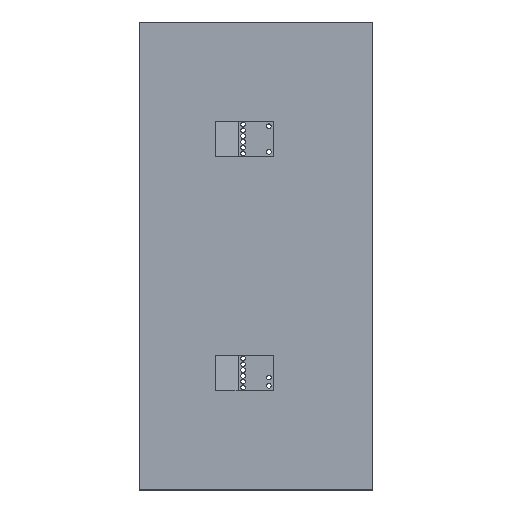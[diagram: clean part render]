
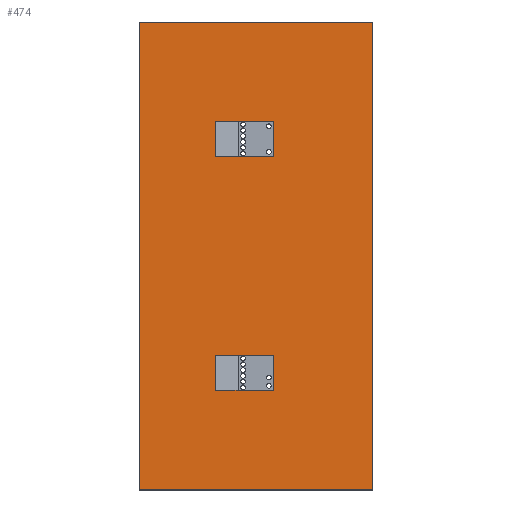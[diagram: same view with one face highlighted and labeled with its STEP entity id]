
A CAD part, top view. The second image highlights one B-rep face of the part: STEP entity #474.
In plain terms, the highlighted planar face has unit normal (0, 0, 1).
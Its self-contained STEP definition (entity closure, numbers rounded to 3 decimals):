
#183 = VERTEX_POINT('',#184);
#184 = CARTESIAN_POINT('',(-17.218,-107.5,25.));
#190 = EDGE_CURVE('',#191,#183,#193,.T.);
#191 = VERTEX_POINT('',#192);
#192 = CARTESIAN_POINT('',(7.5,-107.5,25.));
#193 = LINE('',#194,#195);
#194 = CARTESIAN_POINT('',(-3.75,-107.5,25.));
#195 = VECTOR('',#196,1.);
#196 = DIRECTION('',(-1.,0.,0.));
#213 = VERTEX_POINT('',#214);
#214 = CARTESIAN_POINT('',(-17.218,-92.5,25.));
#222 = EDGE_CURVE('',#213,#183,#223,.T.);
#223 = LINE('',#224,#225);
#224 = CARTESIAN_POINT('',(-17.218,-92.5,25.));
#225 = VECTOR('',#226,1.);
#226 = DIRECTION('',(0.,-1.,0.));
#239 = VERTEX_POINT('',#240);
#240 = CARTESIAN_POINT('',(7.5,-92.5,25.));
#246 = EDGE_CURVE('',#239,#213,#247,.T.);
#247 = LINE('',#248,#249);
#248 = CARTESIAN_POINT('',(7.5,-92.5,25.));
#249 = VECTOR('',#250,1.);
#250 = DIRECTION('',(-1.,0.,0.));
#263 = EDGE_CURVE('',#191,#239,#264,.T.);
#264 = LINE('',#265,#266);
#265 = CARTESIAN_POINT('',(7.5,-107.5,25.));
#266 = VECTOR('',#267,1.);
#267 = DIRECTION('',(0.,1.,0.));
#474 = ADVANCED_FACE('',(#475,#509,#543),#549,.T.);
#475 = FACE_BOUND('',#476,.T.);
#476 = EDGE_LOOP('',(#477,#487,#495,#503));
#477 = ORIENTED_EDGE('',*,*,#478,.F.);
#478 = EDGE_CURVE('',#479,#481,#483,.T.);
#479 = VERTEX_POINT('',#480);
#480 = CARTESIAN_POINT('',(7.5,7.5,25.));
#481 = VERTEX_POINT('',#482);
#482 = CARTESIAN_POINT('',(-17.218,7.5,25.));
#483 = LINE('',#484,#485);
#484 = CARTESIAN_POINT('',(3.75,7.5,25.));
#485 = VECTOR('',#486,1.);
#486 = DIRECTION('',(-1.,0.,0.));
#487 = ORIENTED_EDGE('',*,*,#488,.F.);
#488 = EDGE_CURVE('',#489,#479,#491,.T.);
#489 = VERTEX_POINT('',#490);
#490 = CARTESIAN_POINT('',(7.5,-7.5,25.));
#491 = LINE('',#492,#493);
#492 = CARTESIAN_POINT('',(7.5,-7.5,25.));
#493 = VECTOR('',#494,1.);
#494 = DIRECTION('',(0.,1.,0.));
#495 = ORIENTED_EDGE('',*,*,#496,.F.);
#496 = EDGE_CURVE('',#497,#489,#499,.T.);
#497 = VERTEX_POINT('',#498);
#498 = CARTESIAN_POINT('',(-17.218,-7.5,25.));
#499 = LINE('',#500,#501);
#500 = CARTESIAN_POINT('',(-7.5,-7.5,25.));
#501 = VECTOR('',#502,1.);
#502 = DIRECTION('',(1.,0.,0.));
#503 = ORIENTED_EDGE('',*,*,#504,.F.);
#504 = EDGE_CURVE('',#481,#497,#505,.T.);
#505 = LINE('',#506,#507);
#506 = CARTESIAN_POINT('',(-17.218,7.5,25.));
#507 = VECTOR('',#508,1.);
#508 = DIRECTION('',(0.,-1.,0.));
#509 = FACE_BOUND('',#510,.T.);
#510 = EDGE_LOOP('',(#511,#521,#529,#537));
#511 = ORIENTED_EDGE('',*,*,#512,.T.);
#512 = EDGE_CURVE('',#513,#515,#517,.T.);
#513 = VERTEX_POINT('',#514);
#514 = CARTESIAN_POINT('',(-50.,50.,25.));
#515 = VERTEX_POINT('',#516);
#516 = CARTESIAN_POINT('',(-50.,-150.,25.));
#517 = LINE('',#518,#519);
#518 = CARTESIAN_POINT('',(-50.,50.,25.));
#519 = VECTOR('',#520,1.);
#520 = DIRECTION('',(0.,-1.,0.));
#521 = ORIENTED_EDGE('',*,*,#522,.T.);
#522 = EDGE_CURVE('',#515,#523,#525,.T.);
#523 = VERTEX_POINT('',#524);
#524 = CARTESIAN_POINT('',(50.,-150.,25.));
#525 = LINE('',#526,#527);
#526 = CARTESIAN_POINT('',(-50.,-150.,25.));
#527 = VECTOR('',#528,1.);
#528 = DIRECTION('',(1.,0.,0.));
#529 = ORIENTED_EDGE('',*,*,#530,.T.);
#530 = EDGE_CURVE('',#523,#531,#533,.T.);
#531 = VERTEX_POINT('',#532);
#532 = CARTESIAN_POINT('',(50.,50.,25.));
#533 = LINE('',#534,#535);
#534 = CARTESIAN_POINT('',(50.,-150.,25.));
#535 = VECTOR('',#536,1.);
#536 = DIRECTION('',(0.,1.,0.));
#537 = ORIENTED_EDGE('',*,*,#538,.T.);
#538 = EDGE_CURVE('',#531,#513,#539,.T.);
#539 = LINE('',#540,#541);
#540 = CARTESIAN_POINT('',(50.,50.,25.));
#541 = VECTOR('',#542,1.);
#542 = DIRECTION('',(-1.,0.,0.));
#543 = FACE_BOUND('',#544,.T.);
#544 = EDGE_LOOP('',(#545,#546,#547,#548));
#545 = ORIENTED_EDGE('',*,*,#246,.F.);
#546 = ORIENTED_EDGE('',*,*,#263,.F.);
#547 = ORIENTED_EDGE('',*,*,#190,.T.);
#548 = ORIENTED_EDGE('',*,*,#222,.F.);
#549 = PLANE('',#550);
#550 = AXIS2_PLACEMENT_3D('',#551,#552,#553);
#551 = CARTESIAN_POINT('',(0.,-50.,25.));
#552 = DIRECTION('',(0.,0.,1.));
#553 = DIRECTION('',(1.,0.,0.));
